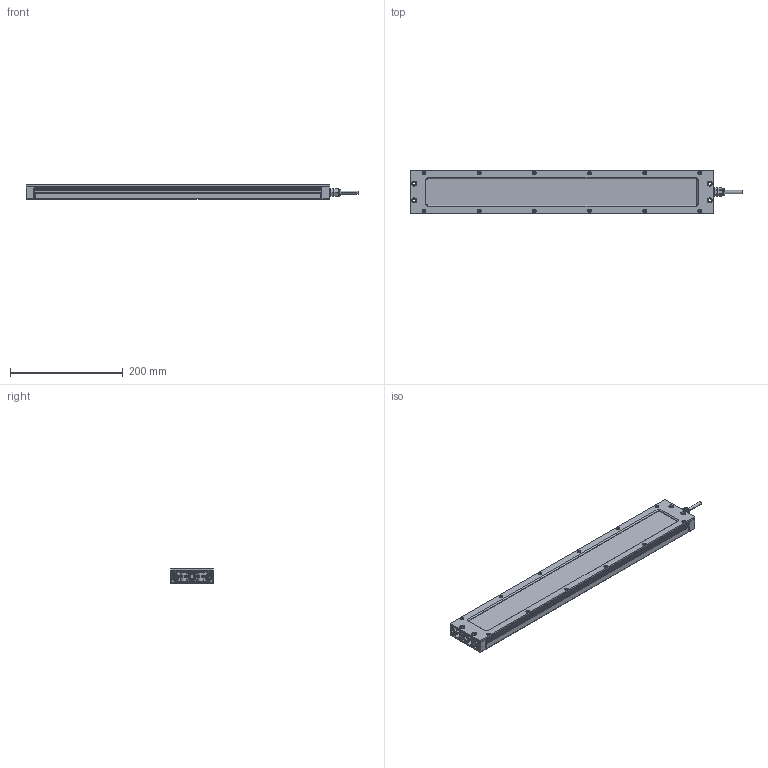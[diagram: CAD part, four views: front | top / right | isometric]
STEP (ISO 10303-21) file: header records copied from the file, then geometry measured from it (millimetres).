
FILE_DESCRIPTION((''),'2;1');
FILE_NAME('NLUP20DC SERIES.stp','2023-11-29T17:13:07',(''),(''),'Mechanical Desktop 2011','Mechanical Desktop 2011',', , ');
FILE_SCHEMA(('CONFIG_CONTROL_DESIGN'));
Length unit declared in the file: millimetre
Products named in the file (1): Product
Bounding box: 590 x 75 x 26 mm (x, y, z)
Volume: 908844.3 mm3; surface area: 201990 mm2
Topology: 24 solids, 24 shells, 1317 faces, 3230 edges, 1901 vertices
Faces by surface type: plane 388, bspline 380, cylinder 347, cone 166, torus 27, sphere 9
Full cylindrical faces by diameter (mm): 9.865 x7, 11.489 x7
Entity records: 50858 total; most frequent: CARTESIAN_POINT 21253, ORIENTED_EDGE 6268, DIRECTION 6053, EDGE_CURVE 3134, AXIS2_PLACEMENT_3D 2223, VERTEX_POINT 1901, VECTOR 1607, LINE 1607
